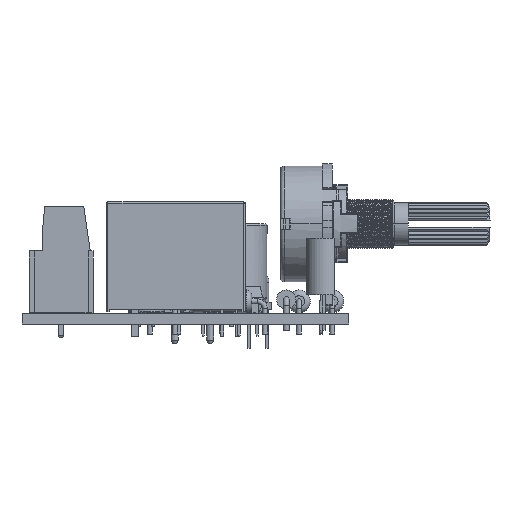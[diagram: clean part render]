
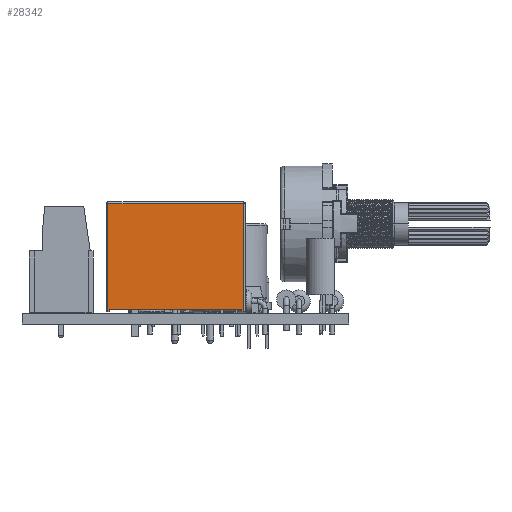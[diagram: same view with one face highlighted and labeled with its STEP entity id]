
A CAD part, left-side view. The second image highlights one B-rep face of the part: STEP entity #28342.
In plain terms, the highlighted face is planar.
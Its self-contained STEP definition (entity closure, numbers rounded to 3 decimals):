
#28029 = VERTEX_POINT('',#28030);
#28030 = CARTESIAN_POINT('',(17.8,7.7,0.48));
#28111 = VERTEX_POINT('',#28112);
#28112 = CARTESIAN_POINT('',(-0.8,7.7,0.48));
#28118 = EDGE_CURVE('',#28111,#28029,#28119,.T.);
#28119 = LINE('',#28120,#28121);
#28120 = CARTESIAN_POINT('',(-0.8,7.7,0.48));
#28121 = VECTOR('',#28122,1.);
#28122 = DIRECTION('',(1.,0.,0.));
#28316 = VERTEX_POINT('',#28317);
#28317 = CARTESIAN_POINT('',(17.8,7.7,0.1));
#28325 = EDGE_CURVE('',#28316,#28029,#28326,.T.);
#28326 = LINE('',#28327,#28328);
#28327 = CARTESIAN_POINT('',(17.8,7.7,0.1));
#28328 = VECTOR('',#28329,1.);
#28329 = DIRECTION('',(0.,0.,1.));
#28342 = ADVANCED_FACE('',(#28343),#28393,.T.);
#28343 = FACE_BOUND('',#28344,.T.);
#28344 = EDGE_LOOP('',(#28345,#28355,#28361,#28362,#28363,#28371,#28379,
    #28387));
#28345 = ORIENTED_EDGE('',*,*,#28346,.F.);
#28346 = EDGE_CURVE('',#28347,#28349,#28351,.T.);
#28347 = VERTEX_POINT('',#28348);
#28348 = CARTESIAN_POINT('',(18.05,7.7,0.1));
#28349 = VERTEX_POINT('',#28350);
#28350 = CARTESIAN_POINT('',(18.05,7.7,15.35));
#28351 = LINE('',#28352,#28353);
#28352 = CARTESIAN_POINT('',(18.05,7.7,0.1));
#28353 = VECTOR('',#28354,1.);
#28354 = DIRECTION('',(0.,0.,1.));
#28355 = ORIENTED_EDGE('',*,*,#28356,.F.);
#28356 = EDGE_CURVE('',#28316,#28347,#28357,.T.);
#28357 = LINE('',#28358,#28359);
#28358 = CARTESIAN_POINT('',(-1.3,7.7,0.1));
#28359 = VECTOR('',#28360,1.);
#28360 = DIRECTION('',(1.,0.,0.));
#28361 = ORIENTED_EDGE('',*,*,#28325,.T.);
#28362 = ORIENTED_EDGE('',*,*,#28118,.F.);
#28363 = ORIENTED_EDGE('',*,*,#28364,.F.);
#28364 = EDGE_CURVE('',#28365,#28111,#28367,.T.);
#28365 = VERTEX_POINT('',#28366);
#28366 = CARTESIAN_POINT('',(-0.8,7.7,0.1));
#28367 = LINE('',#28368,#28369);
#28368 = CARTESIAN_POINT('',(-0.8,7.7,0.1));
#28369 = VECTOR('',#28370,1.);
#28370 = DIRECTION('',(0.,0.,1.));
#28371 = ORIENTED_EDGE('',*,*,#28372,.F.);
#28372 = EDGE_CURVE('',#28373,#28365,#28375,.T.);
#28373 = VERTEX_POINT('',#28374);
#28374 = CARTESIAN_POINT('',(-1.05,7.7,0.1));
#28375 = LINE('',#28376,#28377);
#28376 = CARTESIAN_POINT('',(-1.3,7.7,0.1));
#28377 = VECTOR('',#28378,1.);
#28378 = DIRECTION('',(1.,0.,0.));
#28379 = ORIENTED_EDGE('',*,*,#28380,.T.);
#28380 = EDGE_CURVE('',#28373,#28381,#28383,.T.);
#28381 = VERTEX_POINT('',#28382);
#28382 = CARTESIAN_POINT('',(-1.05,7.7,15.35));
#28383 = LINE('',#28384,#28385);
#28384 = CARTESIAN_POINT('',(-1.05,7.7,0.1));
#28385 = VECTOR('',#28386,1.);
#28386 = DIRECTION('',(0.,0.,1.));
#28387 = ORIENTED_EDGE('',*,*,#28388,.T.);
#28388 = EDGE_CURVE('',#28381,#28349,#28389,.T.);
#28389 = LINE('',#28390,#28391);
#28390 = CARTESIAN_POINT('',(-1.05,7.7,15.35));
#28391 = VECTOR('',#28392,1.);
#28392 = DIRECTION('',(1.,0.,0.));
#28393 = PLANE('',#28394);
#28394 = AXIS2_PLACEMENT_3D('',#28395,#28396,#28397);
#28395 = CARTESIAN_POINT('',(-1.3,7.7,0.1));
#28396 = DIRECTION('',(0.,1.,0.));
#28397 = DIRECTION('',(1.,0.,0.));
